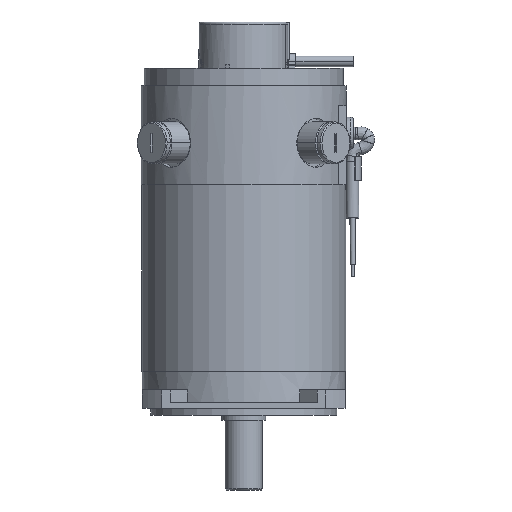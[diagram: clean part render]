
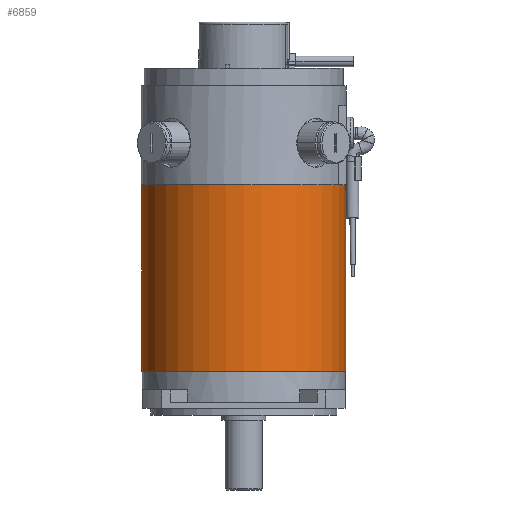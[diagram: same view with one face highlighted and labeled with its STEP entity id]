
A CAD part, front view. The second image highlights one B-rep face of the part: STEP entity #6859.
In plain terms, the highlighted cylindrical face has radius 43.75 mm (diameter 87.5 mm), a partial arc.
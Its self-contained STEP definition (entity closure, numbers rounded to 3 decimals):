
#318 = DIRECTION ( 'NONE',  ( -1., 0., 0. ) ) ;
#593 = CARTESIAN_POINT ( 'NONE',  ( 47., 59., 96. ) ) ;
#939 = CARTESIAN_POINT ( 'NONE',  ( 90.75, 59., 96. ) ) ;
#946 = CIRCLE ( 'NONE', #14662, 43.75 ) ;
#1179 = EDGE_LOOP ( 'NONE', ( #3496, #16102, #1514, #13218 ) ) ;
#1303 = CARTESIAN_POINT ( 'NONE',  ( 47., 59., 16. ) ) ;
#1514 = ORIENTED_EDGE ( 'NONE', *, *, #7419, .T. ) ;
#1901 = FACE_OUTER_BOUND ( 'NONE', #1179, .T. ) ;
#3343 = VERTEX_POINT ( 'NONE', #9658 ) ;
#3496 = ORIENTED_EDGE ( 'NONE', *, *, #10069, .F. ) ;
#4115 = DIRECTION ( 'NONE',  ( 0., 0., -1. ) ) ;
#4619 = CYLINDRICAL_SURFACE ( 'NONE', #7931, 43.75 ) ;
#4643 = VECTOR ( 'NONE', #8862, 1000. ) ;
#5320 = DIRECTION ( 'NONE',  ( 0., 0., -1. ) ) ;
#5912 = VECTOR ( 'NONE', #5320, 1000. ) ;
#6145 = VERTEX_POINT ( 'NONE', #10322 ) ;
#6344 = LINE ( 'NONE', #16025, #4643 ) ;
#6541 = LINE ( 'NONE', #13428, #5912 ) ;
#6859 = ADVANCED_FACE ( 'Defeature ausgef�hrt1_140', ( #1901 ), #4619, .T. ) ;
#7126 = VERTEX_POINT ( 'NONE', #939 ) ;
#7419 = EDGE_CURVE ( 'NONE', #9436, #6145, #6344, .T. ) ;
#7931 = AXIS2_PLACEMENT_3D ( 'NONE', #15913, #13391, #318 ) ;
#8862 = DIRECTION ( 'NONE',  ( 0., 0., -1. ) ) ;
#9013 = DIRECTION ( 'NONE',  ( -1., 0., 0. ) ) ;
#9436 = VERTEX_POINT ( 'NONE', #15963 ) ;
#9658 = CARTESIAN_POINT ( 'NONE',  ( 90.75, 59., 16. ) ) ;
#10069 = EDGE_CURVE ( 'NONE', #7126, #3343, #6541, .T. ) ;
#10322 = CARTESIAN_POINT ( 'NONE',  ( 3.25, 59., 16. ) ) ;
#12613 = DIRECTION ( 'NONE',  ( -1., 0., 0. ) ) ;
#13218 = ORIENTED_EDGE ( 'NONE', *, *, #13883, .F. ) ;
#13391 = DIRECTION ( 'NONE',  ( 0., 0., -1. ) ) ;
#13428 = CARTESIAN_POINT ( 'NONE',  ( 90.75, 59., 96.5 ) ) ;
#13883 = EDGE_CURVE ( 'NONE', #3343, #6145, #15803, .T. ) ;
#14662 = AXIS2_PLACEMENT_3D ( 'NONE', #593, #17770, #9013 ) ;
#14914 = AXIS2_PLACEMENT_3D ( 'NONE', #1303, #4115, #12613 ) ;
#15803 = CIRCLE ( 'NONE', #14914, 43.75 ) ;
#15913 = CARTESIAN_POINT ( 'NONE',  ( 47., 59., 96.5 ) ) ;
#15963 = CARTESIAN_POINT ( 'NONE',  ( 3.25, 59., 96. ) ) ;
#16025 = CARTESIAN_POINT ( 'NONE',  ( 3.25, 59., 96.5 ) ) ;
#16102 = ORIENTED_EDGE ( 'NONE', *, *, #16682, .T. ) ;
#16682 = EDGE_CURVE ( 'NONE', #7126, #9436, #946, .T. ) ;
#17770 = DIRECTION ( 'NONE',  ( 0., 0., -1. ) ) ;
